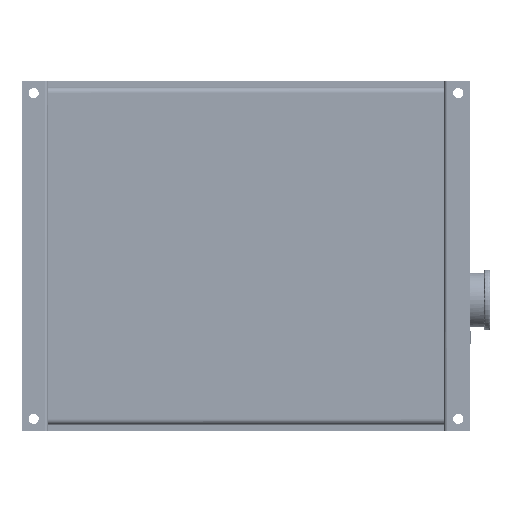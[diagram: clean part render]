
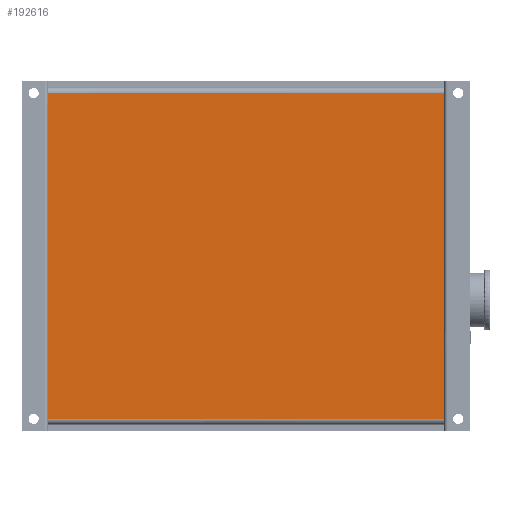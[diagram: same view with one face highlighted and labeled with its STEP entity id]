
A CAD part, front view. The second image highlights one B-rep face of the part: STEP entity #192616.
In plain terms, the highlighted planar face has unit normal (0, -1, 0).
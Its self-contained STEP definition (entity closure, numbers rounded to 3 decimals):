
#5027 = VERTEX_POINT ( 'NONE', #131376 ) ;
#8058 = CARTESIAN_POINT ( 'NONE',  ( 28.403, 0.406, 14.75 ) ) ;
#10801 = CARTESIAN_POINT ( 'NONE',  ( 2.84, 0.406, 14.5 ) ) ;
#11064 = ORIENTED_EDGE ( 'NONE', *, *, #95065, .T. ) ;
#19895 = CARTESIAN_POINT ( 'NONE',  ( -2.84, 0.406, 0.5 ) ) ;
#22376 = CARTESIAN_POINT ( 'NONE',  ( -8.52, 0.406, 5.167 ) ) ;
#24677 = ORIENTED_EDGE ( 'NONE', *, *, #44437, .F. ) ;
#34132 = CARTESIAN_POINT ( 'NONE',  ( -8.52, 0.406, 0.5 ) ) ;
#44437 = EDGE_CURVE ( 'NONE', #148823, #192412, #186922, .T. ) ;
#44615 = CARTESIAN_POINT ( 'NONE',  ( 8.52, 0.406, 14.5 ) ) ;
#45103 = VERTEX_POINT ( 'NONE', #142969 ) ;
#46796 = CARTESIAN_POINT ( 'NONE',  ( 8.52, 0.406, 5.167 ) ) ;
#56098 = EDGE_CURVE ( 'NONE', #45103, #5027, #158798, .T. ) ;
#59382 = DIRECTION ( 'NONE',  ( 0., 1., 0. ) ) ;
#60448 = PLANE ( 'NONE',  #67431 ) ;
#63940 = CARTESIAN_POINT ( 'NONE',  ( -8.52, 0.406, 0.5 ) ) ;
#66827 = ORIENTED_EDGE ( 'NONE', *, *, #160295, .T. ) ;
#67431 = AXIS2_PLACEMENT_3D ( 'NONE', #8058, #59382, #110720 ) ;
#69075 = CARTESIAN_POINT ( 'NONE',  ( 8.52, 0.406, 0.5 ) ) ;
#91188 = CARTESIAN_POINT ( 'NONE',  ( -8.52, 0.406, 0.5 ) ) ;
#91451 = CARTESIAN_POINT ( 'NONE',  ( 8.52, 0.406, 0.5 ) ) ;
#95065 = EDGE_CURVE ( 'NONE', #45103, #192412, #136209, .T. ) ;
#98161 = CARTESIAN_POINT ( 'NONE',  ( -2.84, 0.406, 14.5 ) ) ;
#103193 = EDGE_LOOP ( 'NONE', ( #24677, #66827, #191805, #11064 ) ) ;
#110720 = DIRECTION ( 'NONE',  ( 1., 0., 0. ) ) ;
#110766 = CARTESIAN_POINT ( 'NONE',  ( -8.52, 0.406, 9.833 ) ) ;
#113454 = CARTESIAN_POINT ( 'NONE',  ( 8.52, 0.406, 9.833 ) ) ;
#116695 = CARTESIAN_POINT ( 'NONE',  ( 8.52, 0.406, 0.5 ) ) ;
#131376 = CARTESIAN_POINT ( 'NONE',  ( 8.52, 0.406, 14.5 ) ) ;
#136209 = B_SPLINE_CURVE_WITH_KNOTS ( 'NONE', 3,
 ( #143566, #110766, #22376, #91188 ),
 .UNSPECIFIED., .F., .F.,
 ( 4, 4 ),
 ( 0., 1. ),
 .UNSPECIFIED. ) ;
#141218 = B_SPLINE_CURVE_WITH_KNOTS ( 'NONE', 3,
 ( #116695, #46796, #113454, #149526 ),
 .UNSPECIFIED., .F., .F.,
 ( 4, 4 ),
 ( 0., 1. ),
 .UNSPECIFIED. ) ;
#142969 = CARTESIAN_POINT ( 'NONE',  ( -8.52, 0.406, 14.5 ) ) ;
#143566 = CARTESIAN_POINT ( 'NONE',  ( -8.52, 0.406, 14.5 ) ) ;
#148823 = VERTEX_POINT ( 'NONE', #91451 ) ;
#149526 = CARTESIAN_POINT ( 'NONE',  ( 8.52, 0.406, 14.5 ) ) ;
#157810 = FACE_OUTER_BOUND ( 'NONE', #103193, .T. ) ;
#158798 = B_SPLINE_CURVE_WITH_KNOTS ( 'NONE', 3,
 ( #210774, #98161, #10801, #44615 ),
 .UNSPECIFIED., .F., .F.,
 ( 4, 4 ),
 ( 0., 1. ),
 .UNSPECIFIED. ) ;
#160295 = EDGE_CURVE ( 'NONE', #148823, #5027, #141218, .T. ) ;
#186027 = CARTESIAN_POINT ( 'NONE',  ( 2.84, 0.406, 0.5 ) ) ;
#186922 = B_SPLINE_CURVE_WITH_KNOTS ( 'NONE', 3,
 ( #69075, #186027, #19895, #34132 ),
 .UNSPECIFIED., .F., .F.,
 ( 4, 4 ),
 ( 0., 1. ),
 .UNSPECIFIED. ) ;
#191805 = ORIENTED_EDGE ( 'NONE', *, *, #56098, .F. ) ;
#192412 = VERTEX_POINT ( 'NONE', #63940 ) ;
#192616 = ADVANCED_FACE ( 'NONE', ( #157810 ), #60448, .F. ) ;
#210774 = CARTESIAN_POINT ( 'NONE',  ( -8.52, 0.406, 14.5 ) ) ;
